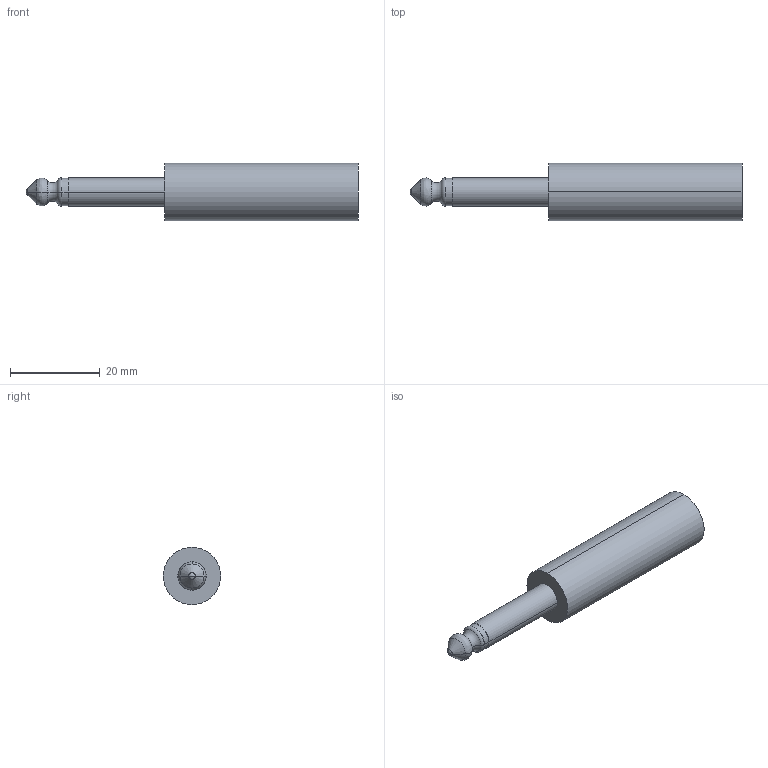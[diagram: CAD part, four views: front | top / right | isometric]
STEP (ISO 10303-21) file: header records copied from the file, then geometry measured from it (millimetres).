
FILE_DESCRIPTION((''),'2;1');
FILE_NAME('NYS224GT_ASM','2021-04-25T',('yuj'),(''),'PRO/ENGINEER BY PARAMETRIC TECHNOLOGY CORPORATION, 2013040','PRO/ENGINEER BY PARAMETRIC TECHNOLOGY CORPORATION, 2013040','');
FILE_SCHEMA(('CONFIG_CONTROL_DESIGN'));
Length unit declared in the file: millimetre
Products named in the file (1): NYS224GT_ASM
Bounding box: 73.9 x 12.8 x 12.8 mm (x, y, z)
Volume: 5607.8 mm3; surface area: 6193.2 mm2
Topology: 1 solids, 9 shells, 139 faces, 326 edges, 204 vertices
Faces by surface type: plane 64, cylinder 53, cone 12, torus 6, bspline 2, sphere 2
Entity records: 4100 total; most frequent: CARTESIAN_POINT 765, DIRECTION 738, ORIENTED_EDGE 644, EDGE_CURVE 322, AXIS2_PLACEMENT_3D 287, VERTEX_POINT 204, VECTOR 164, LINE 164
